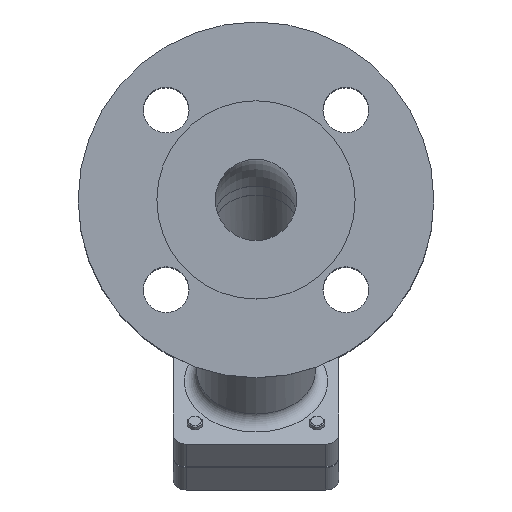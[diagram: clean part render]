
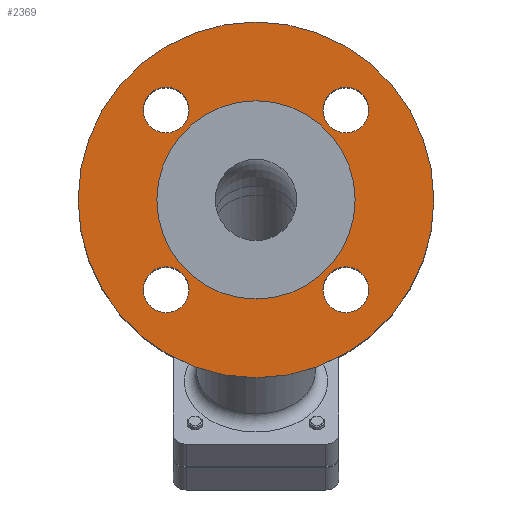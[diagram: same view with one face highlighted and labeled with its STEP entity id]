
A CAD part, top view. The second image highlights one B-rep face of the part: STEP entity #2369.
In plain terms, the highlighted planar face has unit normal (0, 0, 1).
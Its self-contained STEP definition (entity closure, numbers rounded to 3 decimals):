
#81=FACE_BOUND('',#795,.T.);
#82=FACE_BOUND('',#796,.T.);
#83=FACE_BOUND('',#797,.T.);
#84=FACE_BOUND('',#798,.T.);
#85=FACE_BOUND('',#799,.T.);
#161=PLANE('',#2622);
#639=FACE_OUTER_BOUND('',#794,.T.);
#794=EDGE_LOOP('',(#2129,#2130));
#795=EDGE_LOOP('',(#2131,#2132));
#796=EDGE_LOOP('',(#2133,#2134));
#797=EDGE_LOOP('',(#2135,#2136));
#798=EDGE_LOOP('',(#2137,#2138));
#799=EDGE_LOOP('',(#2139,#2140));
#927=CIRCLE('',#2620,70.);
#928=CIRCLE('',#2621,70.);
#929=CIRCLE('',#2623,9.);
#930=CIRCLE('',#2624,9.);
#931=CIRCLE('',#2625,9.);
#932=CIRCLE('',#2626,9.);
#933=CIRCLE('',#2627,9.);
#934=CIRCLE('',#2628,9.);
#935=CIRCLE('',#2629,9.);
#936=CIRCLE('',#2630,9.);
#937=CIRCLE('',#2631,39.);
#938=CIRCLE('',#2632,39.);
#1174=VERTEX_POINT('',#4134);
#1175=VERTEX_POINT('',#4136);
#1176=VERTEX_POINT('',#4140);
#1177=VERTEX_POINT('',#4141);
#1178=VERTEX_POINT('',#4144);
#1179=VERTEX_POINT('',#4145);
#1180=VERTEX_POINT('',#4148);
#1181=VERTEX_POINT('',#4149);
#1182=VERTEX_POINT('',#4152);
#1183=VERTEX_POINT('',#4153);
#1184=VERTEX_POINT('',#4156);
#1185=VERTEX_POINT('',#4157);
#1503=EDGE_CURVE('',#1174,#1175,#927,.T.);
#1504=EDGE_CURVE('',#1175,#1174,#928,.T.);
#1505=EDGE_CURVE('',#1176,#1177,#929,.T.);
#1506=EDGE_CURVE('',#1177,#1176,#930,.T.);
#1507=EDGE_CURVE('',#1178,#1179,#931,.T.);
#1508=EDGE_CURVE('',#1179,#1178,#932,.T.);
#1509=EDGE_CURVE('',#1180,#1181,#933,.T.);
#1510=EDGE_CURVE('',#1181,#1180,#934,.T.);
#1511=EDGE_CURVE('',#1182,#1183,#935,.T.);
#1512=EDGE_CURVE('',#1183,#1182,#936,.T.);
#1513=EDGE_CURVE('',#1184,#1185,#937,.T.);
#1514=EDGE_CURVE('',#1185,#1184,#938,.T.);
#2129=ORIENTED_EDGE('',*,*,#1504,.F.);
#2130=ORIENTED_EDGE('',*,*,#1503,.F.);
#2131=ORIENTED_EDGE('',*,*,#1505,.T.);
#2132=ORIENTED_EDGE('',*,*,#1506,.T.);
#2133=ORIENTED_EDGE('',*,*,#1507,.T.);
#2134=ORIENTED_EDGE('',*,*,#1508,.T.);
#2135=ORIENTED_EDGE('',*,*,#1509,.T.);
#2136=ORIENTED_EDGE('',*,*,#1510,.T.);
#2137=ORIENTED_EDGE('',*,*,#1511,.T.);
#2138=ORIENTED_EDGE('',*,*,#1512,.T.);
#2139=ORIENTED_EDGE('',*,*,#1513,.T.);
#2140=ORIENTED_EDGE('',*,*,#1514,.T.);
#2369=ADVANCED_FACE('',(#639,#81,#82,#83,#84,#85),#161,.T.);
#2620=AXIS2_PLACEMENT_3D('',#4137,#3254,#3255);
#2621=AXIS2_PLACEMENT_3D('',#4138,#3256,#3257);
#2622=AXIS2_PLACEMENT_3D('',#4139,#3258,#3259);
#2623=AXIS2_PLACEMENT_3D('',#4142,#3260,#3261);
#2624=AXIS2_PLACEMENT_3D('',#4143,#3262,#3263);
#2625=AXIS2_PLACEMENT_3D('',#4146,#3264,#3265);
#2626=AXIS2_PLACEMENT_3D('',#4147,#3266,#3267);
#2627=AXIS2_PLACEMENT_3D('',#4150,#3268,#3269);
#2628=AXIS2_PLACEMENT_3D('',#4151,#3270,#3271);
#2629=AXIS2_PLACEMENT_3D('',#4154,#3272,#3273);
#2630=AXIS2_PLACEMENT_3D('',#4155,#3274,#3275);
#2631=AXIS2_PLACEMENT_3D('',#4158,#3276,#3277);
#2632=AXIS2_PLACEMENT_3D('',#4159,#3278,#3279);
#3254=DIRECTION('center_axis',(0.,0.,-1.));
#3255=DIRECTION('ref_axis',(1.,0.,0.));
#3256=DIRECTION('center_axis',(0.,0.,-1.));
#3257=DIRECTION('ref_axis',(1.,0.,0.));
#3258=DIRECTION('center_axis',(0.,0.,1.));
#3259=DIRECTION('ref_axis',(1.,0.,0.));
#3260=DIRECTION('center_axis',(0.,0.,-1.));
#3261=DIRECTION('ref_axis',(0.,1.,0.));
#3262=DIRECTION('center_axis',(0.,0.,-1.));
#3263=DIRECTION('ref_axis',(0.,1.,0.));
#3264=DIRECTION('center_axis',(0.,0.,-1.));
#3265=DIRECTION('ref_axis',(-1.,0.,0.));
#3266=DIRECTION('center_axis',(0.,0.,-1.));
#3267=DIRECTION('ref_axis',(-1.,0.,0.));
#3268=DIRECTION('center_axis',(0.,0.,-1.));
#3269=DIRECTION('ref_axis',(0.,-1.,0.));
#3270=DIRECTION('center_axis',(0.,0.,-1.));
#3271=DIRECTION('ref_axis',(0.,-1.,0.));
#3272=DIRECTION('center_axis',(0.,0.,-1.));
#3273=DIRECTION('ref_axis',(1.,0.,0.));
#3274=DIRECTION('center_axis',(0.,0.,-1.));
#3275=DIRECTION('ref_axis',(1.,0.,0.));
#3276=DIRECTION('center_axis',(0.,0.,-1.));
#3277=DIRECTION('ref_axis',(1.,0.,0.));
#3278=DIRECTION('center_axis',(0.,0.,-1.));
#3279=DIRECTION('ref_axis',(1.,0.,0.));
#4134=CARTESIAN_POINT('',(0.,-70.,88.));
#4136=CARTESIAN_POINT('',(0.,70.,88.));
#4137=CARTESIAN_POINT('Origin',(0.,0.,88.));
#4138=CARTESIAN_POINT('Origin',(0.,0.,88.));
#4139=CARTESIAN_POINT('Origin',(0.,70.,88.));
#4140=CARTESIAN_POINT('',(-35.355,44.355,88.));
#4141=CARTESIAN_POINT('',(-35.355,26.355,88.));
#4142=CARTESIAN_POINT('Origin',(-35.355,35.355,88.));
#4143=CARTESIAN_POINT('Origin',(-35.355,35.355,88.));
#4144=CARTESIAN_POINT('',(-44.355,-35.355,88.));
#4145=CARTESIAN_POINT('',(-26.355,-35.355,88.));
#4146=CARTESIAN_POINT('Origin',(-35.355,-35.355,88.));
#4147=CARTESIAN_POINT('Origin',(-35.355,-35.355,88.));
#4148=CARTESIAN_POINT('',(35.355,-44.355,88.));
#4149=CARTESIAN_POINT('',(35.355,-26.355,88.));
#4150=CARTESIAN_POINT('Origin',(35.355,-35.355,88.));
#4151=CARTESIAN_POINT('Origin',(35.355,-35.355,88.));
#4152=CARTESIAN_POINT('',(44.355,35.355,88.));
#4153=CARTESIAN_POINT('',(26.355,35.355,88.));
#4154=CARTESIAN_POINT('Origin',(35.355,35.355,88.));
#4155=CARTESIAN_POINT('Origin',(35.355,35.355,88.));
#4156=CARTESIAN_POINT('',(0.,39.,88.));
#4157=CARTESIAN_POINT('',(0.,-39.,88.));
#4158=CARTESIAN_POINT('Origin',(0.,0.,88.));
#4159=CARTESIAN_POINT('Origin',(0.,0.,88.));
